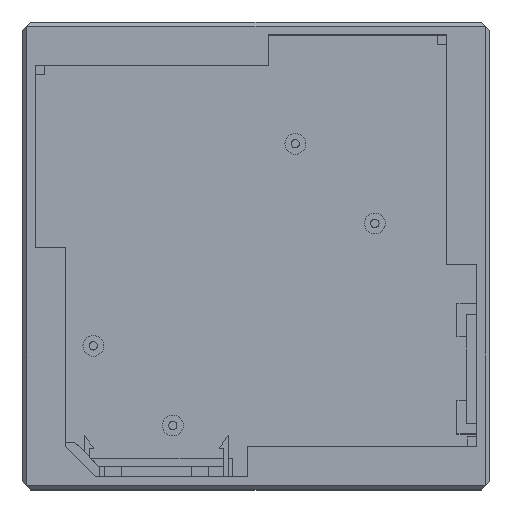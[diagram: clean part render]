
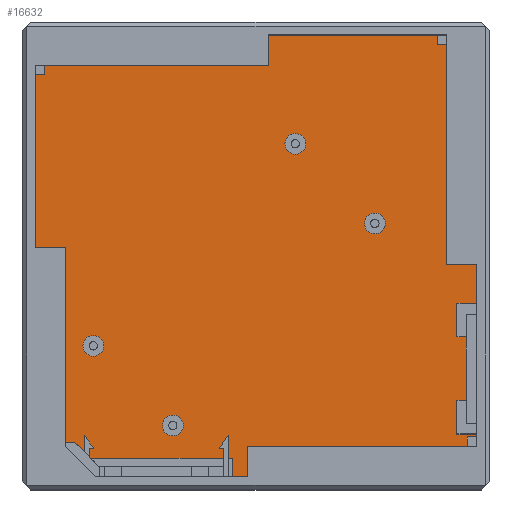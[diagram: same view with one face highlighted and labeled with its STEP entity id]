
A CAD part, top view. The second image highlights one B-rep face of the part: STEP entity #16632.
In plain terms, the highlighted planar face has unit normal (0, 0, 1).
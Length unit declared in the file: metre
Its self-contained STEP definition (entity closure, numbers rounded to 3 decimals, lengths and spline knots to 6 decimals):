
#349=CIRCLE('',#17596,0.0024);
#350=CIRCLE('',#17597,0.0024);
#351=CIRCLE('',#17598,0.0024);
#352=CIRCLE('',#17599,0.0024);
#1713=ORIENTED_EDGE('',*,*,#6674,.F.);
#1714=ORIENTED_EDGE('',*,*,#6675,.F.);
#1715=ORIENTED_EDGE('',*,*,#6676,.F.);
#1716=ORIENTED_EDGE('',*,*,#6677,.F.);
#1717=ORIENTED_EDGE('',*,*,#6678,.T.);
#1718=ORIENTED_EDGE('',*,*,#6679,.T.);
#1719=ORIENTED_EDGE('',*,*,#6295,.T.);
#1720=ORIENTED_EDGE('',*,*,#6524,.T.);
#1721=ORIENTED_EDGE('',*,*,#6443,.T.);
#1722=ORIENTED_EDGE('',*,*,#6520,.T.);
#1723=ORIENTED_EDGE('',*,*,#6526,.T.);
#1724=ORIENTED_EDGE('',*,*,#6431,.T.);
#1725=ORIENTED_EDGE('',*,*,#6514,.F.);
#1726=ORIENTED_EDGE('',*,*,#6528,.T.);
#1727=ORIENTED_EDGE('',*,*,#6465,.T.);
#1728=ORIENTED_EDGE('',*,*,#6476,.F.);
#1729=ORIENTED_EDGE('',*,*,#6522,.T.);
#1730=ORIENTED_EDGE('',*,*,#6454,.T.);
#1731=ORIENTED_EDGE('',*,*,#6303,.T.);
#1732=ORIENTED_EDGE('',*,*,#6680,.T.);
#6295=EDGE_CURVE('',#8800,#8801,#10339,.T.);
#6303=EDGE_CURVE('',#8809,#8808,#10347,.T.);
#6431=EDGE_CURVE('',#8925,#8924,#10475,.T.);
#6443=EDGE_CURVE('',#8937,#8936,#10487,.T.);
#6454=EDGE_CURVE('',#8947,#8809,#10498,.T.);
#6465=EDGE_CURVE('',#8957,#8956,#10509,.T.);
#6476=EDGE_CURVE('',#8966,#8956,#10520,.T.);
#6514=EDGE_CURVE('',#9002,#8924,#10558,.T.);
#6520=EDGE_CURVE('',#8936,#9006,#10564,.T.);
#6522=EDGE_CURVE('',#8966,#8947,#10566,.T.);
#6524=EDGE_CURVE('',#8801,#8937,#10568,.T.);
#6526=EDGE_CURVE('',#9006,#8925,#10570,.T.);
#6528=EDGE_CURVE('',#9002,#8957,#10572,.T.);
#6674=EDGE_CURVE('',#9132,#9132,#349,.T.);
#6675=EDGE_CURVE('',#9133,#9133,#350,.T.);
#6676=EDGE_CURVE('',#9134,#9134,#351,.T.);
#6677=EDGE_CURVE('',#9135,#9135,#352,.T.);
#6678=EDGE_CURVE('',#9136,#9137,#10710,.F.);
#6679=EDGE_CURVE('',#9137,#8800,#10711,.T.);
#6680=EDGE_CURVE('',#8808,#9136,#10712,.T.);
#8800=VERTEX_POINT('',#22912);
#8801=VERTEX_POINT('',#22913);
#8808=VERTEX_POINT('',#22927);
#8809=VERTEX_POINT('',#22929);
#8924=VERTEX_POINT('',#23183);
#8925=VERTEX_POINT('',#23185);
#8936=VERTEX_POINT('',#23208);
#8937=VERTEX_POINT('',#23210);
#8947=VERTEX_POINT('',#23232);
#8956=VERTEX_POINT('',#23252);
#8957=VERTEX_POINT('',#23254);
#8966=VERTEX_POINT('',#23274);
#9002=VERTEX_POINT('',#23349);
#9006=VERTEX_POINT('',#23360);
#9132=VERTEX_POINT('',#23669);
#9133=VERTEX_POINT('',#23671);
#9134=VERTEX_POINT('',#23673);
#9135=VERTEX_POINT('',#23675);
#9136=VERTEX_POINT('',#23677);
#9137=VERTEX_POINT('',#23678);
#10339=LINE('',#22911,#12210);
#10347=LINE('',#22928,#12218);
#10475=LINE('',#23184,#12346);
#10487=LINE('',#23209,#12358);
#10498=LINE('',#23231,#12369);
#10509=LINE('',#23253,#12380);
#10520=LINE('',#23275,#12391);
#10558=LINE('',#23350,#12429);
#10564=LINE('',#23361,#12435);
#10566=LINE('',#23364,#12437);
#10568=LINE('',#23367,#12439);
#10570=LINE('',#23370,#12441);
#10572=LINE('',#23373,#12443);
#10710=LINE('',#23676,#12581);
#10711=LINE('',#23679,#12582);
#10712=LINE('',#23680,#12583);
#12210=VECTOR('',#18634,1.);
#12218=VECTOR('',#18642,1.);
#12346=VECTOR('',#18794,1.);
#12358=VECTOR('',#18808,1.);
#12369=VECTOR('',#18821,1.);
#12380=VECTOR('',#18834,1.);
#12391=VECTOR('',#18847,1.);
#12429=VECTOR('',#18887,1.);
#12435=VECTOR('',#18895,1.);
#12437=VECTOR('',#18899,1.);
#12439=VECTOR('',#18903,1.);
#12441=VECTOR('',#18907,1.);
#12443=VECTOR('',#18911,1.);
#12581=VECTOR('',#19091,1.);
#12582=VECTOR('',#19092,1.);
#12583=VECTOR('',#19093,1.);
#13980=EDGE_LOOP('',(#1713));
#13981=EDGE_LOOP('',(#1714));
#13982=EDGE_LOOP('',(#1715));
#13983=EDGE_LOOP('',(#1716));
#13984=EDGE_LOOP('',(#1717,#1718,#1719,#1720,#1721,#1722,#1723,#1724,#1725,
#1726,#1727,#1728,#1729,#1730,#1731,#1732));
#15023=FACE_BOUND('',#13980,.T.);
#15024=FACE_BOUND('',#13981,.T.);
#15025=FACE_BOUND('',#13982,.T.);
#15026=FACE_BOUND('',#13983,.T.);
#15027=FACE_BOUND('',#13984,.T.);
#16019=PLANE('',#17595);
#16632=ADVANCED_FACE('',(#15023,#15024,#15025,#15026,#15027),#16019,.T.);
#17595=AXIS2_PLACEMENT_3D('',#23667,#19081,#19082);
#17596=AXIS2_PLACEMENT_3D('',#23668,#19083,#19084);
#17597=AXIS2_PLACEMENT_3D('',#23670,#19085,#19086);
#17598=AXIS2_PLACEMENT_3D('',#23672,#19087,#19088);
#17599=AXIS2_PLACEMENT_3D('',#23674,#19089,#19090);
#18634=DIRECTION('',(0.,1.,0.));
#18642=DIRECTION('',(0.,1.,0.));
#18794=DIRECTION('',(-1.,0.,0.));
#18808=DIRECTION('',(0.,1.,0.));
#18821=DIRECTION('',(1.,0.,0.));
#18834=DIRECTION('',(0.,-1.,0.));
#18847=DIRECTION('',(-1.,0.,0.));
#18887=DIRECTION('',(0.,1.,0.));
#18895=DIRECTION('',(-1.,0.,0.));
#18899=DIRECTION('',(0.,1.,0.));
#18903=DIRECTION('',(-1.,0.,0.));
#18907=DIRECTION('',(0.,-1.,0.));
#18911=DIRECTION('',(1.,0.,0.));
#19081=DIRECTION('',(0.,0.,1.));
#19082=DIRECTION('',(1.,0.,0.));
#19083=DIRECTION('',(0.,0.,1.));
#19084=DIRECTION('',(1.,0.,0.));
#19085=DIRECTION('',(0.,0.,1.));
#19086=DIRECTION('',(1.,0.,0.));
#19087=DIRECTION('',(0.,0.,1.));
#19088=DIRECTION('',(1.,0.,0.));
#19089=DIRECTION('',(0.,0.,1.));
#19090=DIRECTION('',(1.,0.,0.));
#19091=DIRECTION('',(0.,-1.,0.));
#19092=DIRECTION('',(1.,0.,0.));
#19093=DIRECTION('',(-1.,0.,0.));
#22911=CARTESIAN_POINT('',(0.051,0.,0.003));
#22912=CARTESIAN_POINT('',(0.051,-0.010925,0.003));
#22913=CARTESIAN_POINT('',(0.051,-0.002,0.003));
#22927=CARTESIAN_POINT('',(0.051,-0.041075,0.003));
#22928=CARTESIAN_POINT('',(0.051,0.,0.003));
#22929=CARTESIAN_POINT('',(0.051,-0.044,0.003));
#23183=CARTESIAN_POINT('',(-0.051,0.044,0.003));
#23184=CARTESIAN_POINT('',(0.,0.044,0.003));
#23185=CARTESIAN_POINT('',(0.002881,0.044,0.003));
#23208=CARTESIAN_POINT('',(0.044,0.051,0.003));
#23209=CARTESIAN_POINT('',(0.044,0.,0.003));
#23210=CARTESIAN_POINT('',(0.044,-0.002,0.003));
#23231=CARTESIAN_POINT('',(0.,-0.044,0.003));
#23232=CARTESIAN_POINT('',(-0.002,-0.044,0.003));
#23252=CARTESIAN_POINT('',(-0.044,-0.051,0.003));
#23253=CARTESIAN_POINT('',(-0.044,0.,0.003));
#23254=CARTESIAN_POINT('',(-0.044,0.002,0.003));
#23274=CARTESIAN_POINT('',(-0.002,-0.051,0.003));
#23275=CARTESIAN_POINT('',(0.,-0.051,0.003));
#23349=CARTESIAN_POINT('',(-0.051,0.002,0.003));
#23350=CARTESIAN_POINT('',(-0.051,0.,0.003));
#23360=CARTESIAN_POINT('',(0.002881,0.051,0.003));
#23361=CARTESIAN_POINT('',(0.,0.051,0.003));
#23364=CARTESIAN_POINT('',(-0.002,0.,0.003));
#23367=CARTESIAN_POINT('',(0.,-0.002,0.003));
#23370=CARTESIAN_POINT('',(0.002881,0.,0.003));
#23373=CARTESIAN_POINT('',(0.,0.002,0.003));
#23667=CARTESIAN_POINT('',(0.,0.,0.003));
#23668=CARTESIAN_POINT('',(0.009078,0.025944,0.003));
#23669=CARTESIAN_POINT('',(0.011478,0.025944,0.003));
#23670=CARTESIAN_POINT('',(0.027462,0.00756,0.003));
#23671=CARTESIAN_POINT('',(0.029862,0.00756,0.003));
#23672=CARTESIAN_POINT('',(-0.037591,-0.020725,0.003));
#23673=CARTESIAN_POINT('',(-0.035191,-0.020725,0.003));
#23674=CARTESIAN_POINT('',(-0.019207,-0.039109,0.003));
#23675=CARTESIAN_POINT('',(-0.016807,-0.039109,0.003));
#23676=CARTESIAN_POINT('',(0.05025,0.,0.003));
#23677=CARTESIAN_POINT('',(0.05025,-0.041075,0.003));
#23678=CARTESIAN_POINT('',(0.05025,-0.010925,0.003));
#23679=CARTESIAN_POINT('',(0.0487,-0.010925,0.003));
#23680=CARTESIAN_POINT('',(0.,-0.041075,0.003));
